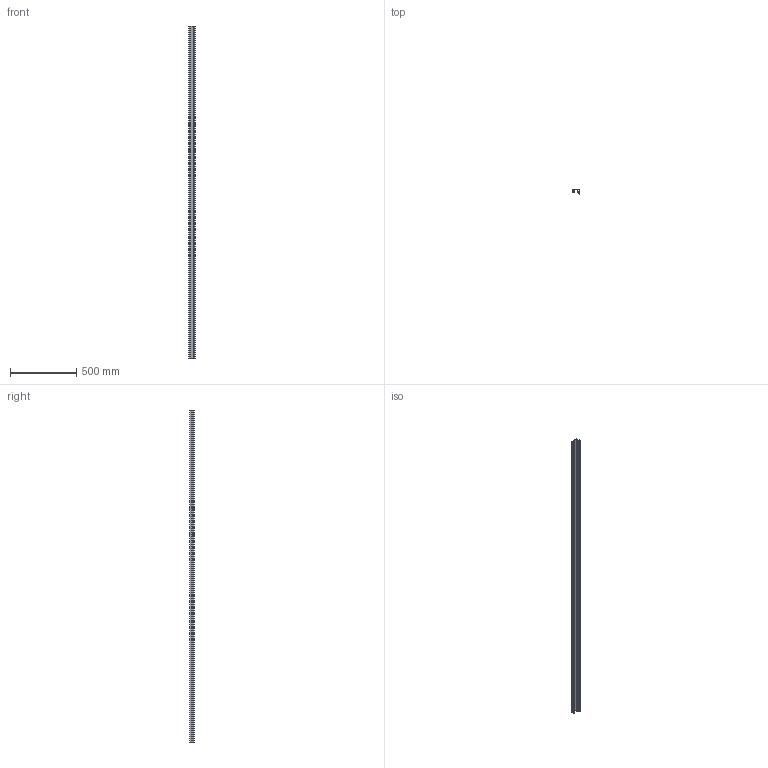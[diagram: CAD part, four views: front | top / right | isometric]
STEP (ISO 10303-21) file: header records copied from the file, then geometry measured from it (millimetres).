
FILE_DESCRIPTION (( 'STEP AP203' ), '1' );
FILE_NAME ('AL_0026-2500-S-E.STEP', '2021-01-19T09:39:41', ( '' ), ( '' ), 'SwSTEP 2.0', 'SolidWorks 2019', '' );
FILE_SCHEMA (( 'CONFIG_CONTROL_DESIGN' ));
Length unit declared in the file: millimetre
Products named in the file (1): AL_0026-2500-S-E
Bounding box: 51.7 x 37.3 x 2500 mm (x, y, z)
Volume: 581467.8 mm3; surface area: 832593.4 mm2
Topology: 1 solids, 1 shells, 95 faces, 279 edges, 186 vertices
Faces by surface type: cylinder 50, plane 45
Entity records: 3270 total; most frequent: DIRECTION 571, CARTESIAN_POINT 561, ORIENTED_EDGE 558, EDGE_CURVE 279, AXIS2_PLACEMENT_3D 196, VERTEX_POINT 186, LINE 179, VECTOR 179
